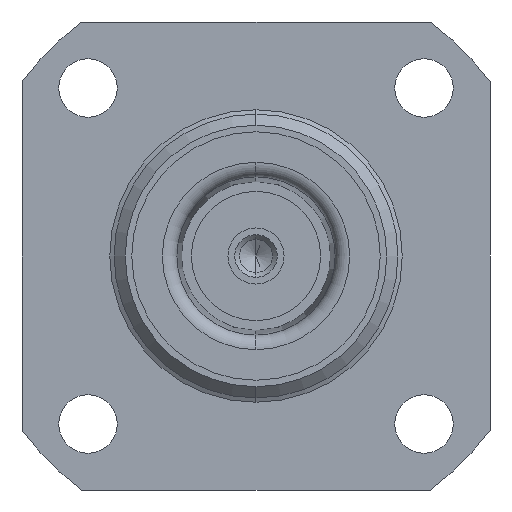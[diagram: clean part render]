
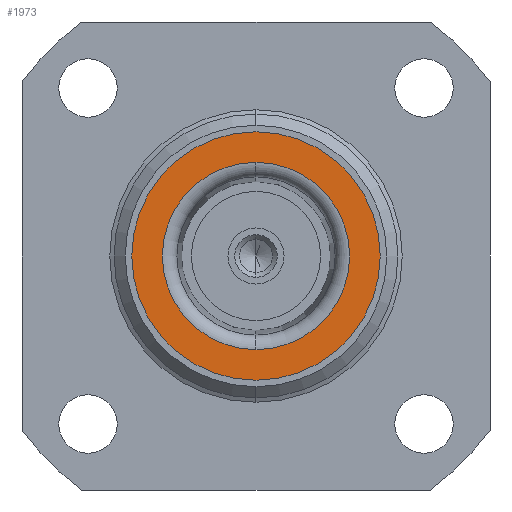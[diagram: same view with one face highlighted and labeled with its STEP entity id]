
A CAD part, left-side view. The second image highlights one B-rep face of the part: STEP entity #1973.
In plain terms, the highlighted planar face has unit normal (-1, 0, 0).
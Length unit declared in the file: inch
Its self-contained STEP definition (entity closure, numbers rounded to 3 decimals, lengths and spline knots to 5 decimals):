
#53 = EDGE_CURVE ( 'NONE', #1255, #1935, #2521, .T. ) ;
#58 = EDGE_CURVE ( 'NONE', #3175, #188, #962, .T. ) ;
#137 = DIRECTION ( 'NONE',  ( 1., 0., 0. ) ) ;
#138 = EDGE_LOOP ( 'NONE', ( #3006, #150 ) ) ;
#150 = ORIENTED_EDGE ( 'NONE', *, *, #58, .T. ) ;
#188 = VERTEX_POINT ( 'NONE', #765 ) ;
#204 = CIRCLE ( 'NONE', #3200, 0.20006 ) ;
#229 = DIRECTION ( 'NONE',  ( 1., 0., 0. ) ) ;
#532 = FACE_BOUND ( 'NONE', #138, .T. ) ;
#539 = AXIS2_PLACEMENT_3D ( 'NONE', #1450, #915, #2986 ) ;
#615 = DIRECTION ( 'NONE',  ( 1., 0., 0. ) ) ;
#619 = AXIS2_PLACEMENT_3D ( 'NONE', #2308, #229, #1543 ) ;
#699 = CARTESIAN_POINT ( 'NONE',  ( 0., 0., 0. ) ) ;
#765 = CARTESIAN_POINT ( 'NONE',  ( 0., 0., -0.20006 ) ) ;
#800 = PLANE ( 'NONE',  #619 ) ;
#915 = DIRECTION ( 'NONE',  ( 1., 0., 0. ) ) ;
#962 = CIRCLE ( 'NONE', #1808, 0.20006 ) ;
#1131 = DIRECTION ( 'NONE',  ( 0., 0., -1. ) ) ;
#1153 = DIRECTION ( 'NONE',  ( 0., 0., -1. ) ) ;
#1218 = ORIENTED_EDGE ( 'NONE', *, *, #53, .F. ) ;
#1255 = VERTEX_POINT ( 'NONE', #2206 ) ;
#1450 = CARTESIAN_POINT ( 'NONE',  ( 0., 0., 0. ) ) ;
#1543 = DIRECTION ( 'NONE',  ( 0., 0., -1. ) ) ;
#1660 = DIRECTION ( 'NONE',  ( 0., 0., -1. ) ) ;
#1689 = CIRCLE ( 'NONE', #3034, 0.2655 ) ;
#1808 = AXIS2_PLACEMENT_3D ( 'NONE', #699, #137, #1660 ) ;
#1833 = CARTESIAN_POINT ( 'NONE',  ( 0., 0., 0.20006 ) ) ;
#1935 = VERTEX_POINT ( 'NONE', #2274 ) ;
#1973 = ADVANCED_FACE ( 'NONE', ( #2290, #532 ), #800, .F. ) ;
#2206 = CARTESIAN_POINT ( 'NONE',  ( 0., 0., 0.2655 ) ) ;
#2274 = CARTESIAN_POINT ( 'NONE',  ( 0., 0., -0.2655 ) ) ;
#2290 = FACE_OUTER_BOUND ( 'NONE', #2357, .T. ) ;
#2308 = CARTESIAN_POINT ( 'NONE',  ( 0., 0., 0. ) ) ;
#2357 = EDGE_LOOP ( 'NONE', ( #2591, #1218 ) ) ;
#2365 = EDGE_CURVE ( 'NONE', #1935, #1255, #1689, .T. ) ;
#2402 = DIRECTION ( 'NONE',  ( 1., 0., 0. ) ) ;
#2521 = CIRCLE ( 'NONE', #539, 0.2655 ) ;
#2591 = ORIENTED_EDGE ( 'NONE', *, *, #2365, .F. ) ;
#2645 = CARTESIAN_POINT ( 'NONE',  ( 0., 0., 0. ) ) ;
#2690 = EDGE_CURVE ( 'NONE', #188, #3175, #204, .T. ) ;
#2901 = CARTESIAN_POINT ( 'NONE',  ( 0., 0., 0. ) ) ;
#2986 = DIRECTION ( 'NONE',  ( 0., 0., -1. ) ) ;
#3006 = ORIENTED_EDGE ( 'NONE', *, *, #2690, .T. ) ;
#3034 = AXIS2_PLACEMENT_3D ( 'NONE', #2645, #2402, #1131 ) ;
#3175 = VERTEX_POINT ( 'NONE', #1833 ) ;
#3200 = AXIS2_PLACEMENT_3D ( 'NONE', #2901, #615, #1153 ) ;
